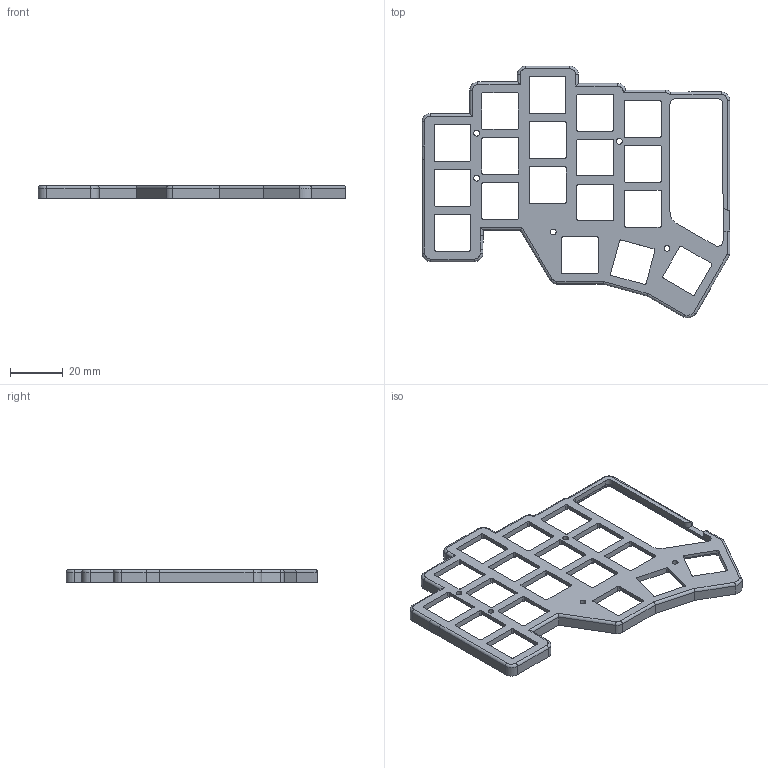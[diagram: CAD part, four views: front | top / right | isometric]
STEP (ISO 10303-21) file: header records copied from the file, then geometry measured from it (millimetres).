
FILE_DESCRIPTION(/* description */ (''),/* implementation_level */ '2;1');
FILE_NAME(/* name */ 'top.step',/* time_stamp */ '2022-01-10T23:54:42+03:00',/* author */ (''),/* organization */ (''),/* preprocessor_version */ 'ST-DEVELOPER v18.1',/* originating_system */ 'Autodesk Translation Framework v10.10.0.1391',/* authorisation */ '');
FILE_SCHEMA (('AUTOMOTIVE_DESIGN { 1 0 10303 214 3 1 1 }'));
Length unit declared in the file: millimetre
Products named in the file (3): Chocofi2; case; top
Assembly tree (2 placements, depth 3):
  Chocofi2
    case
      top
Bounding box: 116.45 x 95.18 x 4.8 mm (x, y, z)
Volume: 9322.6 mm3; surface area: 12879.1 mm2
Topology: 1 solids, 1 shells, 467 faces, 1285 edges, 820 vertices
Faces by surface type: plane 303, cylinder 151, torus 13
Full cylindrical faces by diameter (mm): 2.2 x5
Entity records: 15001 total; most frequent: CARTESIAN_POINT 2749, ORIENTED_EDGE 2570, DIRECTION 2519, EDGE_CURVE 1285, LINE 977, VECTOR 977, VERTEX_POINT 820, AXIS2_PLACEMENT_3D 771
